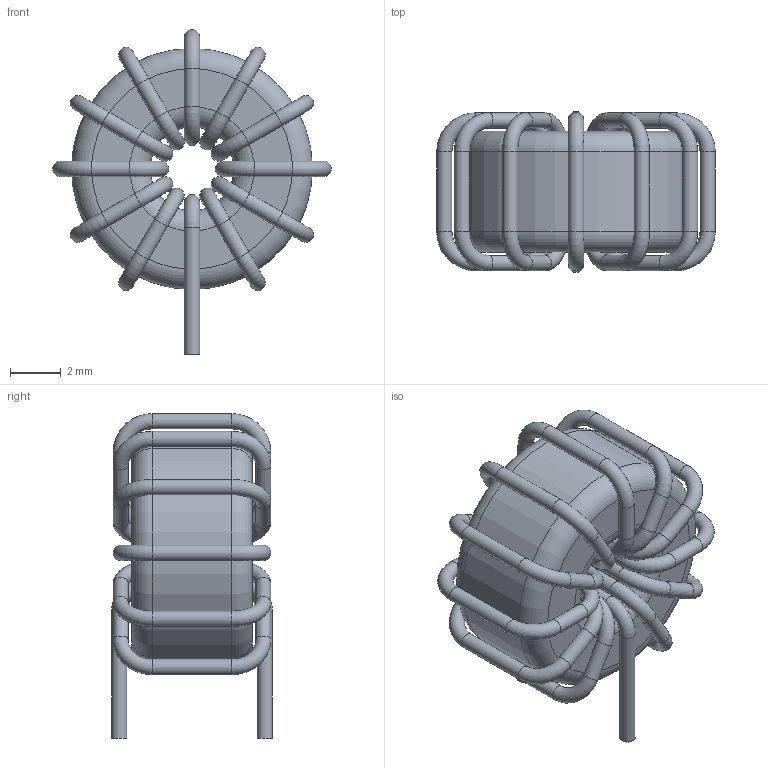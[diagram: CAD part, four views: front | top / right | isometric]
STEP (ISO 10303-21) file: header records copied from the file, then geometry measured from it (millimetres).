
FILE_DESCRIPTION(('FreeCAD Model'),'2;1');
FILE_NAME('Open CASCADE Shape Model','2022-07-11T10:38:28',( 'kicad StepUp'),('ksu MCAD'),'Open CASCADE STEP processor 7.5', 'FreeCAD','Unknown');
FILE_SCHEMA(('AUTOMOTIVE_DESIGN { 1 0 10303 214 1 1 1 1 }'));
Length unit declared in the file: millimetre
Products named in the file (1): vertical_toroid_9.5x4.75x3.3
Bounding box: 10.97 x 6.33 x 12.78 mm (x, y, z)
Volume: 395.9 mm3; surface area: 1027.6 mm2
Topology: 13 solids, 13 shells, 221 faces, 447 edges, 230 vertices
Faces by surface type: torus 114, cylinder 103, plane 4
Full cylindrical faces by diameter (mm): 0.6 x91
Entity records: 7416 total; most frequent: DIRECTION 1235, CARTESIAN_POINT 899, ORIENTED_EDGE 894, AXIS2_PLACEMENT_3D 566, EDGE_CURVE 447, CIRCLE 344, PRESENTATION_STYLE_ASSIGNMENT 234, SURFACE_STYLE_USAGE 234
